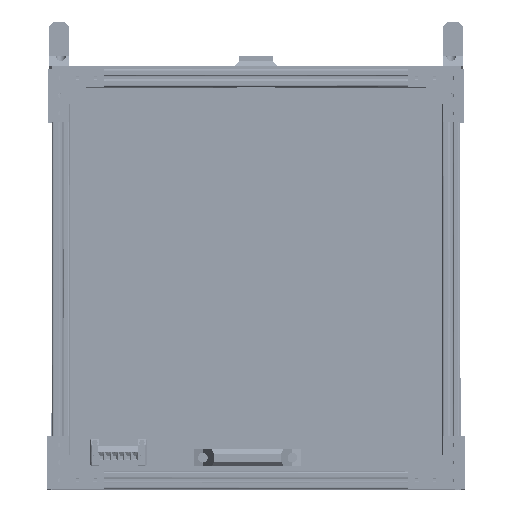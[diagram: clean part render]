
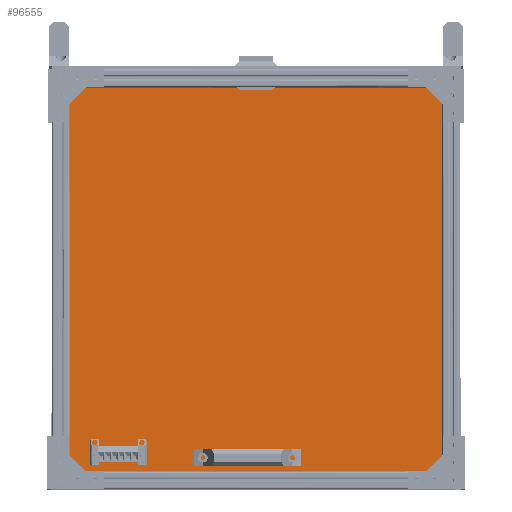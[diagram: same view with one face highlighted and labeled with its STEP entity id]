
A CAD part, top view. The second image highlights one B-rep face of the part: STEP entity #96555.
In plain terms, the highlighted planar face has unit normal (0, 0, 1).
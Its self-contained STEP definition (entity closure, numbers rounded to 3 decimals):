
#10287=FACE_OUTER_BOUND('',#15417,.T.);
#15417=EDGE_LOOP('',(#70796,#70797,#70798,#70799));
#22871=LINE('',#157626,#33033);
#22875=LINE('',#157634,#33037);
#22878=LINE('',#157640,#33040);
#22881=LINE('',#157645,#33043);
#33033=VECTOR('',#113251,0.394);
#33037=VECTOR('',#113257,0.394);
#33040=VECTOR('',#113262,0.394);
#33043=VECTOR('',#113267,0.394);
#42805=VERTEX_POINT('',#157624);
#42806=VERTEX_POINT('',#157625);
#42809=VERTEX_POINT('',#157633);
#42811=VERTEX_POINT('',#157639);
#53237=EDGE_CURVE('',#42805,#42806,#22871,.T.);
#53241=EDGE_CURVE('',#42806,#42809,#22875,.T.);
#53244=EDGE_CURVE('',#42809,#42811,#22878,.T.);
#53247=EDGE_CURVE('',#42811,#42805,#22881,.T.);
#70796=ORIENTED_EDGE('',*,*,#53247,.T.);
#70797=ORIENTED_EDGE('',*,*,#53237,.T.);
#70798=ORIENTED_EDGE('',*,*,#53241,.T.);
#70799=ORIENTED_EDGE('',*,*,#53244,.T.);
#92880=PLANE('',#102007);
#96555=ADVANCED_FACE('',(#10287),#92880,.F.);
#102007=AXIS2_PLACEMENT_3D('',#157648,#113271,#113272);
#113251=DIRECTION('',(0.,-1.,0.));
#113257=DIRECTION('',(1.,0.,0.));
#113262=DIRECTION('',(0.,1.,0.));
#113267=DIRECTION('',(-1.,0.,0.));
#113271=DIRECTION('center_axis',(0.,0.,-1.));
#113272=DIRECTION('ref_axis',(-1.,0.,0.));
#157624=CARTESIAN_POINT('',(0.555,17.34,0.282));
#157625=CARTESIAN_POINT('',(0.555,-0.085,0.282));
#157626=CARTESIAN_POINT('',(0.555,17.34,0.282));
#157633=CARTESIAN_POINT('',(17.445,-0.085,0.282));
#157634=CARTESIAN_POINT('',(0.555,-0.085,0.282));
#157639=CARTESIAN_POINT('',(17.445,17.34,0.282));
#157640=CARTESIAN_POINT('',(17.445,-0.085,0.282));
#157645=CARTESIAN_POINT('',(17.445,17.34,0.282));
#157648=CARTESIAN_POINT('Origin',(9.,8.627,0.282));
